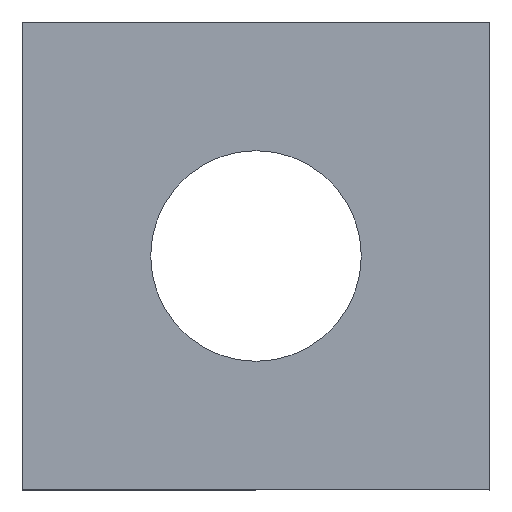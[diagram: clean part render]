
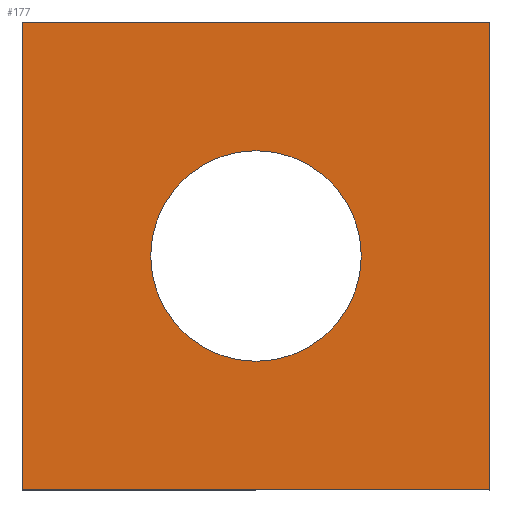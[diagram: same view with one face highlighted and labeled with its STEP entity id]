
A CAD part, top view. The second image highlights one B-rep face of the part: STEP entity #177.
In plain terms, the highlighted planar face has unit normal (0, 0, 1).
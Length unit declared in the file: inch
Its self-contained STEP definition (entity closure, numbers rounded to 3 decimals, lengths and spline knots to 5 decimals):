
#1 = CARTESIAN_POINT ( 'NONE',  ( 0.98425, 0.98425, 0.03228 ) ) ;
#11 = VECTOR ( 'NONE', #183, 39.37008 ) ;
#21 = ORIENTED_EDGE ( 'NONE', *, *, #130, .F. ) ;
#22 = EDGE_LOOP ( 'NONE', ( #262, #21 ) ) ;
#32 = CARTESIAN_POINT ( 'NONE',  ( -0.98425, -0.98425, 0.03228 ) ) ;
#41 = EDGE_LOOP ( 'NONE', ( #305, #208, #264, #241 ) ) ;
#42 = VERTEX_POINT ( 'NONE', #121 ) ;
#46 = VERTEX_POINT ( 'NONE', #1 ) ;
#48 = FACE_OUTER_BOUND ( 'NONE', #41, .T. ) ;
#49 = EDGE_CURVE ( 'NONE', #212, #46, #250, .T. ) ;
#50 = VECTOR ( 'NONE', #105, 39.37008 ) ;
#53 = AXIS2_PLACEMENT_3D ( 'NONE', #251, #293, #312 ) ;
#54 = CARTESIAN_POINT ( 'NONE',  ( -0.44291, 0., 0.03228 ) ) ;
#64 = VERTEX_POINT ( 'NONE', #32 ) ;
#74 = AXIS2_PLACEMENT_3D ( 'NONE', #246, #151, #126 ) ;
#91 = VECTOR ( 'NONE', #294, 39.37008 ) ;
#95 = DIRECTION ( 'NONE',  ( 1., 0., 0. ) ) ;
#102 = CARTESIAN_POINT ( 'NONE',  ( 0.98425, -0.98425, 0.03228 ) ) ;
#105 = DIRECTION ( 'NONE',  ( 0., -1., 0. ) ) ;
#119 = EDGE_CURVE ( 'NONE', #141, #190, #270, .T. ) ;
#120 = CIRCLE ( 'NONE', #53, 0.44291 ) ;
#121 = CARTESIAN_POINT ( 'NONE',  ( -0.98425, 0.98425, 0.03228 ) ) ;
#126 = DIRECTION ( 'NONE',  ( 1., 0., 0. ) ) ;
#130 = EDGE_CURVE ( 'NONE', #190, #141, #120, .T. ) ;
#141 = VERTEX_POINT ( 'NONE', #54 ) ;
#149 = PLANE ( 'NONE',  #74 ) ;
#151 = DIRECTION ( 'NONE',  ( 0., 0., 1. ) ) ;
#159 = LINE ( 'NONE', #162, #11 ) ;
#162 = CARTESIAN_POINT ( 'NONE',  ( 0.98425, -0.98425, 0.03228 ) ) ;
#164 = EDGE_CURVE ( 'NONE', #46, #42, #276, .T. ) ;
#174 = CARTESIAN_POINT ( 'NONE',  ( 0.44291, 0., 0.03228 ) ) ;
#175 = CARTESIAN_POINT ( 'NONE',  ( 0., 0., 0.03228 ) ) ;
#177 = ADVANCED_FACE ( 'NONE', ( #48, #266 ), #149, .T. ) ;
#183 = DIRECTION ( 'NONE',  ( 1., 0., 0. ) ) ;
#190 = VERTEX_POINT ( 'NONE', #174 ) ;
#195 = CARTESIAN_POINT ( 'NONE',  ( 0.98425, 0.98425, 0.03228 ) ) ;
#199 = CARTESIAN_POINT ( 'NONE',  ( 0.98425, -0.98425, 0.03228 ) ) ;
#208 = ORIENTED_EDGE ( 'NONE', *, *, #224, .T. ) ;
#212 = VERTEX_POINT ( 'NONE', #102 ) ;
#214 = AXIS2_PLACEMENT_3D ( 'NONE', #175, #272, #95 ) ;
#224 = EDGE_CURVE ( 'NONE', #64, #212, #159, .T. ) ;
#241 = ORIENTED_EDGE ( 'NONE', *, *, #164, .T. ) ;
#246 = CARTESIAN_POINT ( 'NONE',  ( 0., 0., 0.03228 ) ) ;
#250 = LINE ( 'NONE', #199, #91 ) ;
#251 = CARTESIAN_POINT ( 'NONE',  ( 0., 0., 0.03228 ) ) ;
#256 = VECTOR ( 'NONE', #292, 39.37008 ) ;
#262 = ORIENTED_EDGE ( 'NONE', *, *, #119, .F. ) ;
#264 = ORIENTED_EDGE ( 'NONE', *, *, #49, .T. ) ;
#266 = FACE_BOUND ( 'NONE', #22, .T. ) ;
#270 = CIRCLE ( 'NONE', #214, 0.44291 ) ;
#272 = DIRECTION ( 'NONE',  ( 0., 0., 1. ) ) ;
#276 = LINE ( 'NONE', #195, #256 ) ;
#282 = CARTESIAN_POINT ( 'NONE',  ( -0.98425, -0.98425, 0.03228 ) ) ;
#292 = DIRECTION ( 'NONE',  ( -1., 0., 0. ) ) ;
#293 = DIRECTION ( 'NONE',  ( 0., 0., 1. ) ) ;
#294 = DIRECTION ( 'NONE',  ( 0., 1., 0. ) ) ;
#304 = LINE ( 'NONE', #282, #50 ) ;
#305 = ORIENTED_EDGE ( 'NONE', *, *, #313, .T. ) ;
#312 = DIRECTION ( 'NONE',  ( 1., 0., 0. ) ) ;
#313 = EDGE_CURVE ( 'NONE', #42, #64, #304, .T. ) ;
